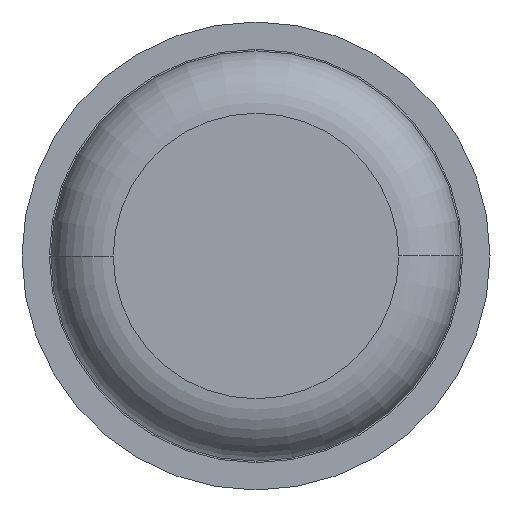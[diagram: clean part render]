
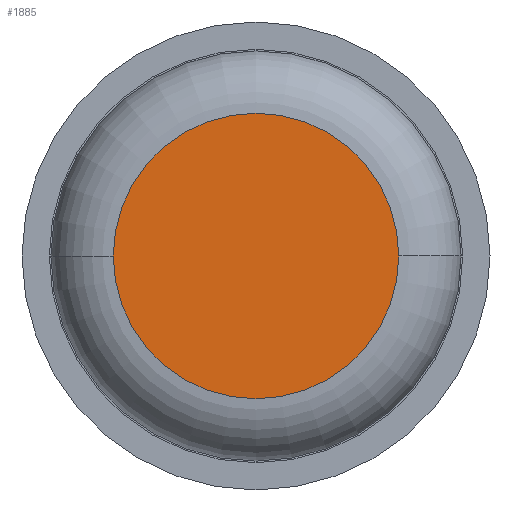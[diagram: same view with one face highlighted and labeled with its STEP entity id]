
A CAD part, front view. The second image highlights one B-rep face of the part: STEP entity #1885.
In plain terms, the highlighted planar face has unit normal (0, -1, 0).
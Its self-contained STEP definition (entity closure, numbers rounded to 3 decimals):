
#87 = EDGE_CURVE ( 'Defeature ausgef�hrt1_6+Defeature ausgef�hrt1_7+Defeature ausgef�hrt1_7+Defeature ausgef�hrt1_7', #3597, #4063, #4294, .T. ) ;
#183 = EDGE_LOOP ( 'NONE', ( #1145, #2973 ) ) ;
#449 = EDGE_CURVE ( 'Defeature ausgef�hrt1_6+Defeature ausgef�hrt1_7+Defeature ausgef�hrt1_7+Defeature ausgef�hrt1_7', #4063, #3597, #2316, .T. ) ;
#647 = AXIS2_PLACEMENT_3D ( 'NONE', #1412, #2122, #2767 ) ;
#1036 = PLANE ( 'NONE',  #647 ) ;
#1086 = AXIS2_PLACEMENT_3D ( 'NONE', #1123, #4227, #2506 ) ;
#1123 = CARTESIAN_POINT ( 'NONE',  ( 0., 0., 0. ) ) ;
#1145 = ORIENTED_EDGE ( 'NONE', *, *, #449, .T. ) ;
#1167 = FACE_OUTER_BOUND ( 'NONE', #183, .T. ) ;
#1412 = CARTESIAN_POINT ( 'NONE',  ( 0., 0., 0. ) ) ;
#1676 = DIRECTION ( 'NONE',  ( -1., 0., 0. ) ) ;
#1773 = AXIS2_PLACEMENT_3D ( 'NONE', #3735, #2371, #1676 ) ;
#1885 = ADVANCED_FACE ( 'Defeature ausgef�hrt1_6', ( #1167 ), #1036, .F. ) ;
#2122 = DIRECTION ( 'NONE',  ( 0., 1., 0. ) ) ;
#2263 = CARTESIAN_POINT ( 'NONE',  ( -0.915, 0., 0. ) ) ;
#2316 = CIRCLE ( 'NONE', #1773, 0.915 ) ;
#2371 = DIRECTION ( 'NONE',  ( 0., -1., 0. ) ) ;
#2506 = DIRECTION ( 'NONE',  ( -1., 0., 0. ) ) ;
#2767 = DIRECTION ( 'NONE',  ( -1., 0., 0. ) ) ;
#2973 = ORIENTED_EDGE ( 'NONE', *, *, #87, .T. ) ;
#3597 = VERTEX_POINT ( 'NONE', #4319 ) ;
#3735 = CARTESIAN_POINT ( 'NONE',  ( 0., 0., 0. ) ) ;
#4063 = VERTEX_POINT ( 'NONE', #2263 ) ;
#4227 = DIRECTION ( 'NONE',  ( 0., -1., 0. ) ) ;
#4294 = CIRCLE ( 'NONE', #1086, 0.915 ) ;
#4319 = CARTESIAN_POINT ( 'NONE',  ( 0.915, 0., 0. ) ) ;
